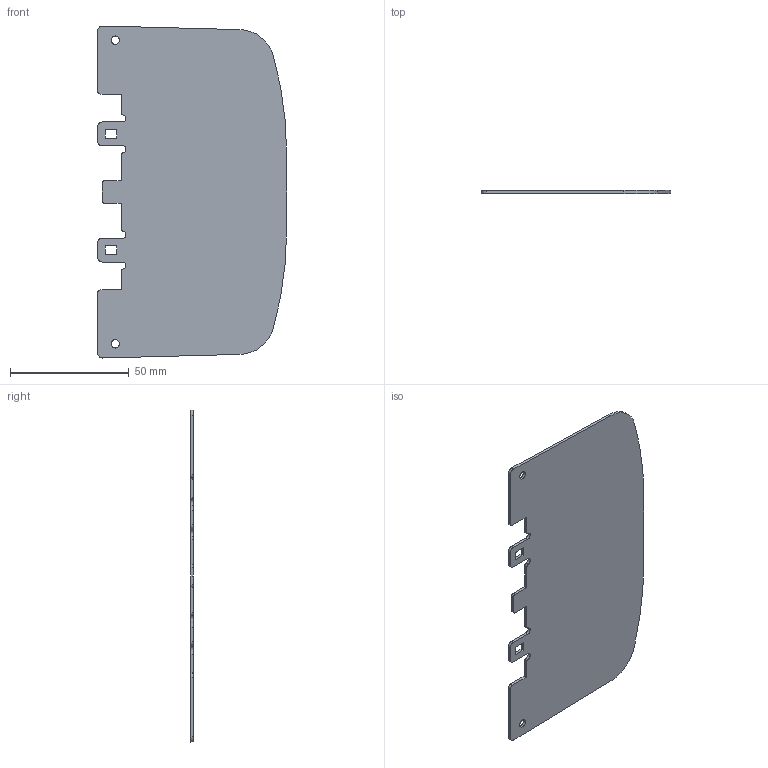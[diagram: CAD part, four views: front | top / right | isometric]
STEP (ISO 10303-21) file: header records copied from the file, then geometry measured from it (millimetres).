
FILE_DESCRIPTION((''),'2;1');
FILE_NAME('0000046653_1_1_1_1','2023-10-25T13:29:38',('klemen.sitar'),('Audax d.o.o.'),'CREO PARAMETRIC BY PTC INC, 2021304','CREO PARAMETRIC BY PTC INC, 2021304','');
FILE_SCHEMA(('AP242_MANAGED_MODEL_BASED_3D_ENGINEERING_MIM_LF { 1 0 10303 442 1 1 4 }'));
Length unit declared in the file: millimetre
Products named in the file (1): 0000046653_1_1_1_1
Bounding box: 79.7 x 1.2 x 139.88 mm (x, y, z)
Volume: 12013.7 mm3; surface area: 20681.9 mm2
Topology: 1 solids, 1 shells, 70 faces, 204 edges, 136 vertices
Faces by surface type: cylinder 36, plane 34
Entity records: 3177 total; most frequent: DIRECTION 416, CARTESIAN_POINT 412, ORIENTED_EDGE 408, EDGE_CURVE 204, COLOUR_RGB 188, AXIS2_PLACEMENT_3D 142, VERTEX_POINT 136, VECTOR 132
